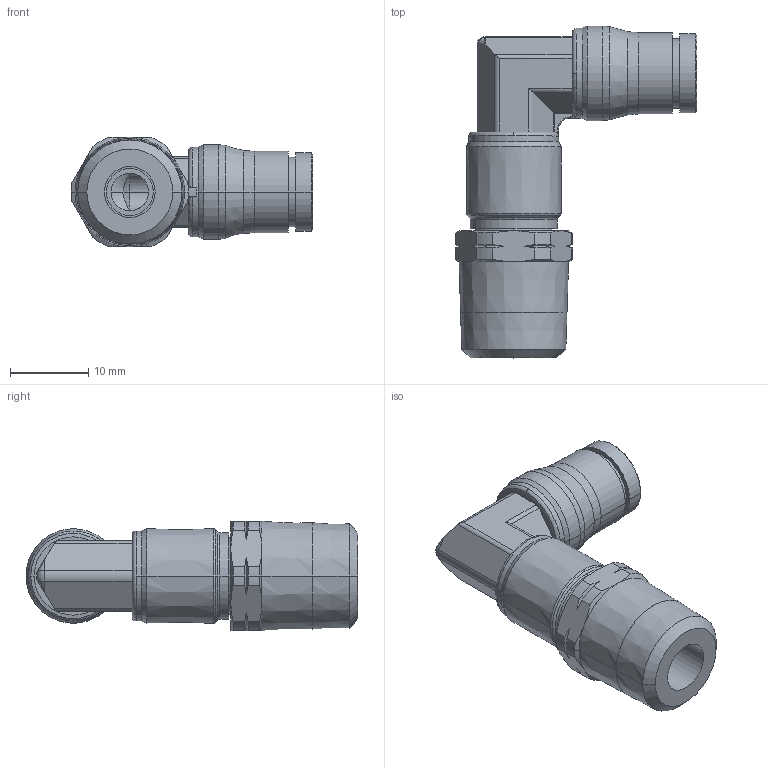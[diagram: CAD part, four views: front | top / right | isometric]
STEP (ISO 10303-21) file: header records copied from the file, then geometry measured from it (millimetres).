
FILE_DESCRIPTION(('STEP AP214'),'1');
FILE_NAME('3809_06_14.stp','2016-07-07T14:27:21',('TraceParts'),('TraceParts S.A.'),'Spatial InterOp 3D',' ',' ');
FILE_SCHEMA(('automotive_design'));
Length unit declared in the file: millimetre
Products named in the file (1): 1
Bounding box: 30.93 x 42.48 x 14.02 mm (x, y, z)
Volume: 4657.8 mm3; surface area: 3736.8 mm2
Topology: 1 solids, 1 shells, 175 faces, 432 edges, 265 vertices
Faces by surface type: cone 64, cylinder 60, plane 35, torus 16
Entity records: 5376 total; most frequent: CARTESIAN_POINT 1286, DIRECTION 899, ORIENTED_EDGE 856, EDGE_CURVE 428, AXIS2_PLACEMENT_3D 374, VERTEX_POINT 265, CIRCLE 190, EDGE_LOOP 187
